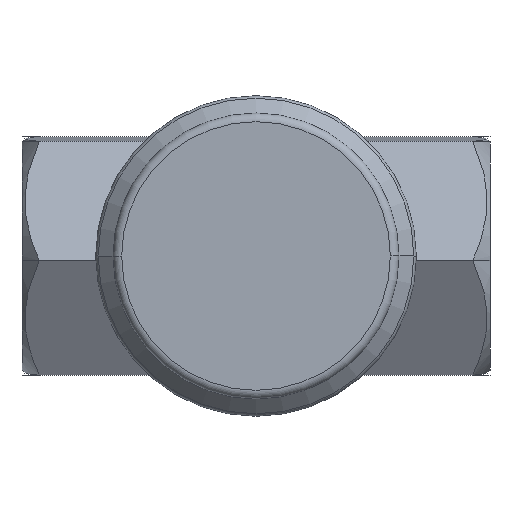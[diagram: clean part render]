
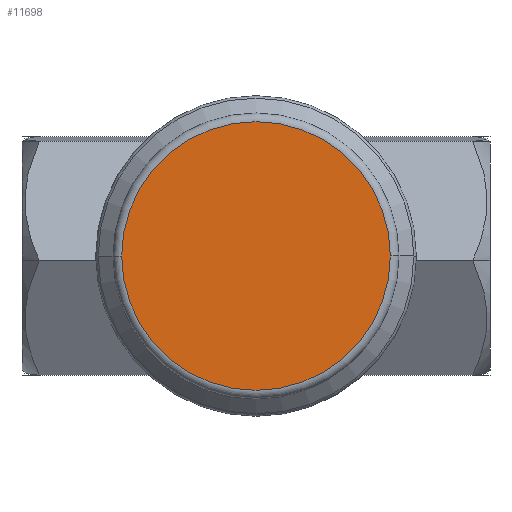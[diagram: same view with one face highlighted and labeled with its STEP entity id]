
A CAD part, front view. The second image highlights one B-rep face of the part: STEP entity #11698.
In plain terms, the highlighted planar face has unit normal (0, -1, 0).
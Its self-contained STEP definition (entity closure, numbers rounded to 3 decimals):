
#497 = EDGE_CURVE ( 'NONE', #737, #10574, #10115, .T. ) ;
#737 = VERTEX_POINT ( 'NONE', #6725 ) ;
#1711 = AXIS2_PLACEMENT_3D ( 'NONE', #6053, #7430, #16695 ) ;
#3206 = CARTESIAN_POINT ( 'NONE',  ( 0., -33., 0. ) ) ;
#3231 = DIRECTION ( 'NONE',  ( 0., -1., 0. ) ) ;
#3287 = DIRECTION ( 'NONE',  ( -1., 0., 0. ) ) ;
#3391 = AXIS2_PLACEMENT_3D ( 'NONE', #3206, #3231, #3287 ) ;
#5060 = CARTESIAN_POINT ( 'NONE',  ( 0., -33., 0. ) ) ;
#5318 = FACE_OUTER_BOUND ( 'NONE', #11058, .T. ) ;
#5319 = ORIENTED_EDGE ( 'NONE', *, *, #8522, .T. ) ;
#6053 = CARTESIAN_POINT ( 'NONE',  ( 0., -33., 0. ) ) ;
#6389 = DIRECTION ( 'NONE',  ( -1., 0., 0. ) ) ;
#6725 = CARTESIAN_POINT ( 'NONE',  ( 15.5, -33., 0. ) ) ;
#7001 = ORIENTED_EDGE ( 'NONE', *, *, #497, .T. ) ;
#7430 = DIRECTION ( 'NONE',  ( 0., 1., 0. ) ) ;
#8522 = EDGE_CURVE ( 'NONE', #10574, #737, #12734, .T. ) ;
#10115 = CIRCLE ( 'NONE', #3391, 15.5 ) ;
#10574 = VERTEX_POINT ( 'NONE', #14294 ) ;
#11058 = EDGE_LOOP ( 'NONE', ( #5319, #7001 ) ) ;
#11698 = ADVANCED_FACE ( 'NONE', ( #5318 ), #14012, .F. ) ;
#12734 = CIRCLE ( 'NONE', #15948, 15.5 ) ;
#14012 = PLANE ( 'NONE',  #1711 ) ;
#14294 = CARTESIAN_POINT ( 'NONE',  ( -15.5, -33., 0. ) ) ;
#14339 = DIRECTION ( 'NONE',  ( 0., -1., 0. ) ) ;
#15948 = AXIS2_PLACEMENT_3D ( 'NONE', #5060, #14339, #6389 ) ;
#16695 = DIRECTION ( 'NONE',  ( -1., 0., 0. ) ) ;
